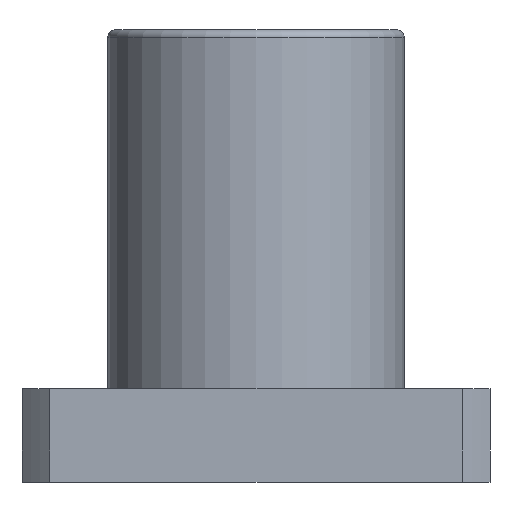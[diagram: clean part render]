
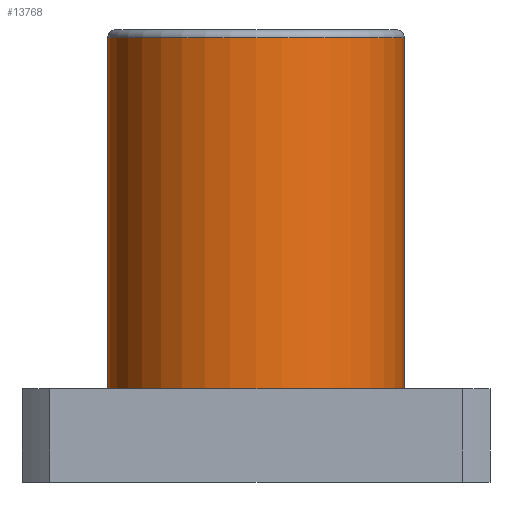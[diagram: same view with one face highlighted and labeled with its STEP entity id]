
A CAD part, front view. The second image highlights one B-rep face of the part: STEP entity #13768.
In plain terms, the highlighted cylindrical face has radius 9.5 mm (diameter 19 mm), a partial arc.
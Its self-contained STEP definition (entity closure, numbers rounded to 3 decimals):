
#32 = VERTEX_POINT ( 'NONE', #4002 ) ;
#106 = LINE ( 'NONE', #8260, #7945 ) ;
#394 = EDGE_CURVE ( 'NONE', #2799, #32, #1726, .T. ) ;
#1726 = LINE ( 'NONE', #1874, #10791 ) ;
#1874 = CARTESIAN_POINT ( 'NONE',  ( -9.5, 0., 23. ) ) ;
#2177 = DIRECTION ( 'NONE',  ( 0., 0., -1. ) ) ;
#2625 = DIRECTION ( 'NONE',  ( 1., 0., 0. ) ) ;
#2799 = VERTEX_POINT ( 'NONE', #8360 ) ;
#3557 = VERTEX_POINT ( 'NONE', #13135 ) ;
#4002 = CARTESIAN_POINT ( 'NONE',  ( -9.5, 0., 0. ) ) ;
#4953 = CARTESIAN_POINT ( 'NONE',  ( 0., 0., 0. ) ) ;
#5023 = VERTEX_POINT ( 'NONE', #13947 ) ;
#5026 = DIRECTION ( 'NONE',  ( 0., 0., 1. ) ) ;
#5782 = DIRECTION ( 'NONE',  ( 0., 0., -1. ) ) ;
#6083 = ORIENTED_EDGE ( 'NONE', *, *, #14772, .F. ) ;
#6709 = AXIS2_PLACEMENT_3D ( 'NONE', #4953, #5026, #2625 ) ;
#6865 = EDGE_LOOP ( 'NONE', ( #6083, #9780, #11823, #13746 ) ) ;
#7547 = DIRECTION ( 'NONE',  ( 0., 0., -1. ) ) ;
#7945 = VECTOR ( 'NONE', #5782, 1000. ) ;
#8149 = EDGE_CURVE ( 'NONE', #3557, #2799, #11367, .T. ) ;
#8260 = CARTESIAN_POINT ( 'NONE',  ( 9.5, 0., 23. ) ) ;
#8360 = CARTESIAN_POINT ( 'NONE',  ( -9.5, 0., 22.5 ) ) ;
#9070 = CYLINDRICAL_SURFACE ( 'NONE', #10696, 9.5 ) ;
#9231 = CARTESIAN_POINT ( 'NONE',  ( 0., 0., 23. ) ) ;
#9338 = DIRECTION ( 'NONE',  ( 0., 0., -1. ) ) ;
#9415 = CIRCLE ( 'NONE', #6709, 9.5 ) ;
#9482 = CARTESIAN_POINT ( 'NONE',  ( 0., 0., 22.5 ) ) ;
#9780 = ORIENTED_EDGE ( 'NONE', *, *, #8149, .T. ) ;
#10696 = AXIS2_PLACEMENT_3D ( 'NONE', #9231, #2177, #13820 ) ;
#10791 = VECTOR ( 'NONE', #7547, 1000. ) ;
#11367 = CIRCLE ( 'NONE', #14590, 9.5 ) ;
#11823 = ORIENTED_EDGE ( 'NONE', *, *, #394, .T. ) ;
#13135 = CARTESIAN_POINT ( 'NONE',  ( 9.5, 0., 22.5 ) ) ;
#13746 = ORIENTED_EDGE ( 'NONE', *, *, #14317, .T. ) ;
#13768 = ADVANCED_FACE ( 'NONE', ( #13904 ), #9070, .T. ) ;
#13820 = DIRECTION ( 'NONE',  ( -1., 0., 0. ) ) ;
#13904 = FACE_OUTER_BOUND ( 'NONE', #6865, .T. ) ;
#13947 = CARTESIAN_POINT ( 'NONE',  ( 9.5, 0., 0. ) ) ;
#14013 = DIRECTION ( 'NONE',  ( 1., 0., 0. ) ) ;
#14317 = EDGE_CURVE ( 'NONE', #32, #5023, #9415, .T. ) ;
#14590 = AXIS2_PLACEMENT_3D ( 'NONE', #9482, #9338, #14013 ) ;
#14772 = EDGE_CURVE ( 'NONE', #3557, #5023, #106, .T. ) ;
